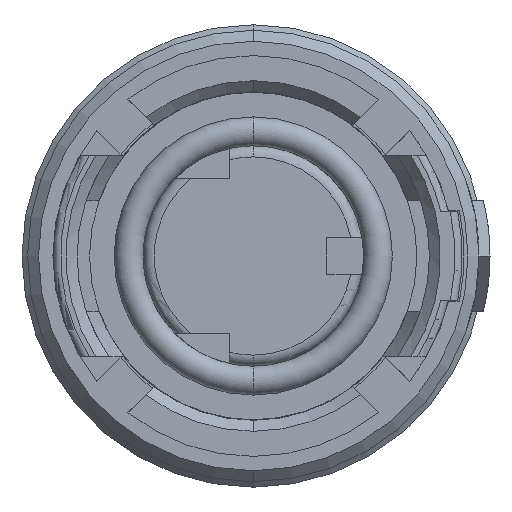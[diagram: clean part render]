
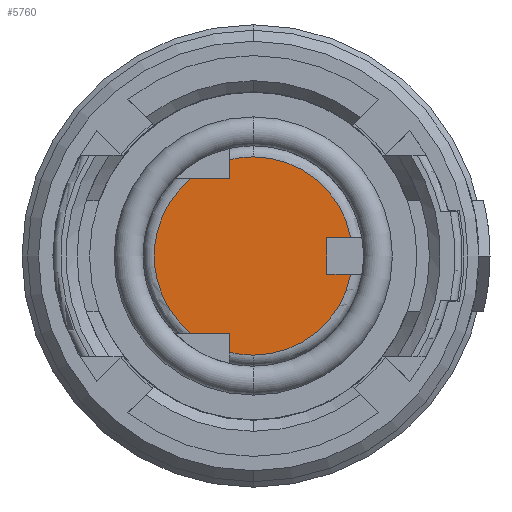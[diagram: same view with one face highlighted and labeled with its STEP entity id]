
A CAD part, left-side view. The second image highlights one B-rep face of the part: STEP entity #5760.
In plain terms, the highlighted face is planar.
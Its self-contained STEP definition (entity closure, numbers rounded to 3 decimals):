
#4830=CARTESIAN_POINT('',(0.,5.655,-6.65));
#4840=DIRECTION('',(0.,0.,-1.));
#4850=DIRECTION('',(-1.,0.,0.));
#4860=AXIS2_PLACEMENT_3D('',#4830,#4840,#4850);
#4870=PLANE('',#4860);
#4880=CARTESIAN_POINT('',(0.,0.65,-6.65));
#4890=DIRECTION('',(-1.,0.,0.));
#4900=VECTOR('',#4890,1.);
#4910=LINE('',#4880,#4900);
#4920=CARTESIAN_POINT('',(2.621,0.65,-6.65));
#4930=VERTEX_POINT('',#4920);
#4940=CARTESIAN_POINT('',(2.1,0.65,-6.65));
#4950=VERTEX_POINT('',#4940);
#4960=EDGE_CURVE('',#4930,#4950,#4910,.T.);
#4970=ORIENTED_EDGE('',*,*,#4960,.F.);
#4980=CARTESIAN_POINT('',(2.1,0.,-6.65));
#4990=DIRECTION('',(0.,1.,0.));
#5000=VECTOR('',#4990,1.);
#5010=LINE('',#4980,#5000);
#5020=CARTESIAN_POINT('',(2.1,1.697,-6.65));
#5030=VERTEX_POINT('',#5020);
#5040=EDGE_CURVE('',#4950,#5030,#5010,.T.);
#5050=ORIENTED_EDGE('',*,*,#5040,.F.);
#5060=CARTESIAN_POINT('',(0.,0.,-6.65));
#5070=DIRECTION('',(0.,0.,1.));
#5080=DIRECTION('',(-1.,0.,0.));
#5090=AXIS2_PLACEMENT_3D('',#5060,#5070,#5080);
#5100=CIRCLE('',#5090,2.7);
#5110=CARTESIAN_POINT('',(-2.1,1.697,-6.65));
#5120=VERTEX_POINT('',#5110);
#5130=EDGE_CURVE('',#5030,#5120,#5100,.T.);
#5140=ORIENTED_EDGE('',*,*,#5130,.F.);
#5150=CARTESIAN_POINT('',(-2.1,0.,-6.65));
#5160=DIRECTION('',(0.,-1.,0.));
#5170=VECTOR('',#5160,1.);
#5180=LINE('',#5150,#5170);
#5190=CARTESIAN_POINT('',(-2.1,0.65,-6.65));
#5200=VERTEX_POINT('',#5190);
#5210=EDGE_CURVE('',#5120,#5200,#5180,.T.);
#5220=ORIENTED_EDGE('',*,*,#5210,.F.);
#5230=CARTESIAN_POINT('',(0.,0.65,-6.65));
#5240=DIRECTION('',(-1.,0.,0.));
#5250=VECTOR('',#5240,1.);
#5260=LINE('',#5230,#5250);
#5270=CARTESIAN_POINT('',(-2.621,0.65,-6.65));
#5280=VERTEX_POINT('',#5270);
#5290=EDGE_CURVE('',#5200,#5280,#5260,.T.);
#5300=ORIENTED_EDGE('',*,*,#5290,.F.);
#5310=CARTESIAN_POINT('',(0.,0.,-6.65));
#5320=DIRECTION('',(0.,0.,1.));
#5330=DIRECTION('',(1.,0.,0.));
#5340=AXIS2_PLACEMENT_3D('',#5310,#5320,#5330);
#5350=CIRCLE('',#5340,2.7);
#5360=CARTESIAN_POINT('',(-2.7,0.,-6.65));
#5370=VERTEX_POINT('',#5360);
#5380=EDGE_CURVE('',#5280,#5370,#5350,.T.);
#5390=ORIENTED_EDGE('',*,*,#5380,.F.);
#5400=CARTESIAN_POINT('',(-0.5,-2.653,
-6.65));
#5410=VERTEX_POINT('',#5400);
#5420=EDGE_CURVE('',#5370,#5410,#5350,.T.);
#5430=ORIENTED_EDGE('',*,*,#5420,.F.);
#5440=CARTESIAN_POINT('',(-0.5,0.,-6.65));
#5450=DIRECTION('',(0.,1.,0.));
#5460=VECTOR('',#5450,1.);
#5470=LINE('',#5440,#5460);
#5480=CARTESIAN_POINT('',(-0.5,-2.,-6.65));
#5490=VERTEX_POINT('',#5480);
#5500=EDGE_CURVE('',#5410,#5490,#5470,.T.);
#5510=ORIENTED_EDGE('',*,*,#5500,.F.);
#5520=CARTESIAN_POINT('',(0.,-2.,-6.65));
#5530=DIRECTION('',(1.,0.,0.));
#5540=VECTOR('',#5530,1.);
#5550=LINE('',#5520,#5540);
#5560=CARTESIAN_POINT('',(0.5,-2.,-6.65));
#5570=VERTEX_POINT('',#5560);
#5580=EDGE_CURVE('',#5490,#5570,#5550,.T.);
#5590=ORIENTED_EDGE('',*,*,#5580,.F.);
#5600=CARTESIAN_POINT('',(0.5,0.,-6.65));
#5610=DIRECTION('',(0.,-1.,0.));
#5620=VECTOR('',#5610,1.);
#5630=LINE('',#5600,#5620);
#5640=CARTESIAN_POINT('',(0.5,-2.653,
-6.65));
#5650=VERTEX_POINT('',#5640);
#5660=EDGE_CURVE('',#5570,#5650,#5630,.T.);
#5670=ORIENTED_EDGE('',*,*,#5660,.F.);
#5680=CARTESIAN_POINT('',(2.7,0.,-6.65));
#5690=VERTEX_POINT('',#5680);
#5700=EDGE_CURVE('',#5650,#5690,#5100,.T.);
#5710=ORIENTED_EDGE('',*,*,#5700,.F.);
#5720=EDGE_CURVE('',#5690,#4930,#5100,.T.);
#5730=ORIENTED_EDGE('',*,*,#5720,.F.);
#5740=EDGE_LOOP('',(#5730,#5710,#5670,#5590,#5510,#5430,#5390,#5300,
#5220,#5140,#5050,#4970));
#5750=FACE_OUTER_BOUND('',#5740,.T.);
#5760=ADVANCED_FACE('',(#5750),#4870,.T.);
